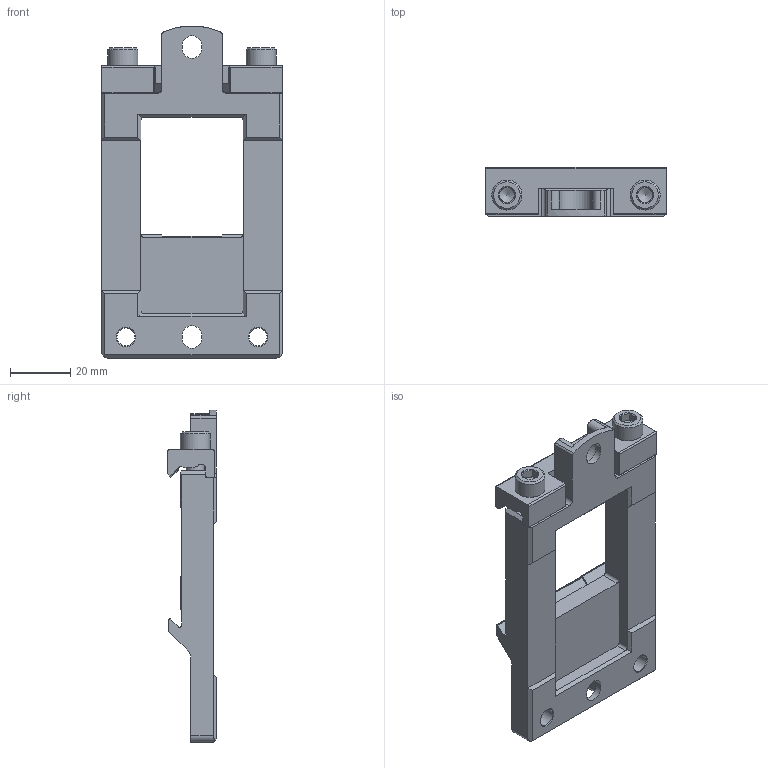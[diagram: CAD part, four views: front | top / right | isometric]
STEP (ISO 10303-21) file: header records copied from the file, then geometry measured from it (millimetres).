
FILE_DESCRIPTION(/* description */ ('STEP AP214'),/* implementation_level */ '2;1');
FILE_NAME(/* name */ '531755_MUC-40',/* time_stamp */ '2024-09-11T20:31:30+02:00',/* author */ ('License CC BY-ND 4.0'),/* organization */ ('CADENAS'),/* preprocessor_version */ 'ST-DEVELOPER v19.3',/* originating_system */ 'PARTsolutions',/* authorisation */ ' ');
FILE_SCHEMA (('AUTOMOTIVE_DESIGN {1 0 10303 214 3 1 1}'));
Length unit declared in the file: millimetre
Products named in the file (4): 531755 MUC-40; 727362 MUC-40---(P_0); 730987 MUC-40---(K); DIN-912 - M6x16(F)
Assembly tree (4 placements, depth 2):
  531755 MUC-40
    727362 MUC-40---(P_0)
    730987 MUC-40---(K)
    DIN-912 - M6x16(F)  x2
Bounding box: 60 x 16.2 x 110.5 mm (x, y, z)
Volume: 42777.5 mm3; surface area: 20023.3 mm2
Topology: 4 solids, 4 shells, 322 faces, 874 edges, 558 vertices
Faces by surface type: plane 177, cylinder 113, cone 30, torus 2
Full cylindrical faces by diameter (mm): 4.917 x2, 6 x4, 6.5 x2, 10 x2
Entity records: 9418 total; most frequent: CARTESIAN_POINT 1686, DIRECTION 1618, ORIENTED_EDGE 1580, EDGE_CURVE 790, AXIS2_PLACEMENT_3D 545, LINE 528, VECTOR 528, VERTEX_POINT 525
